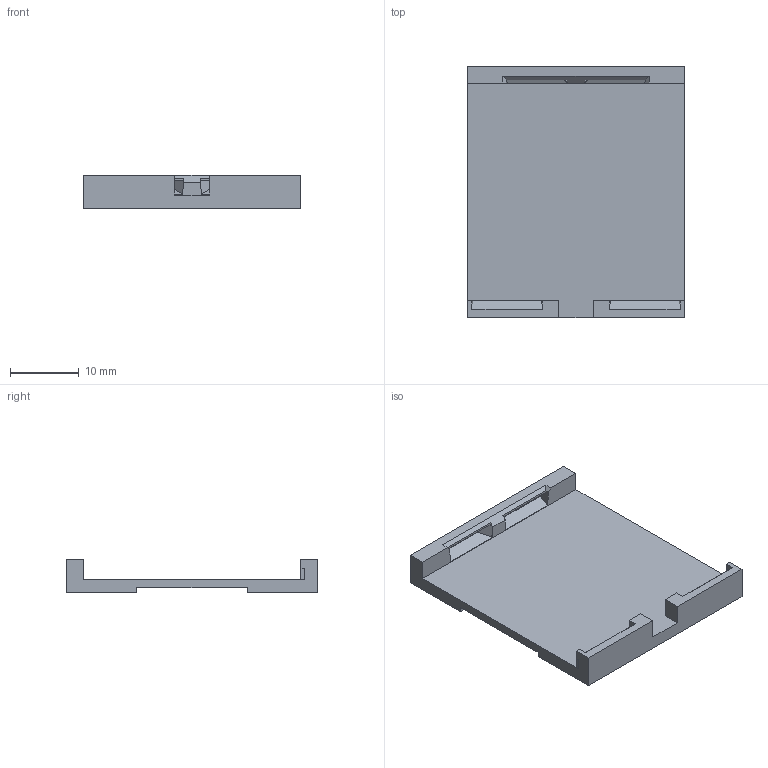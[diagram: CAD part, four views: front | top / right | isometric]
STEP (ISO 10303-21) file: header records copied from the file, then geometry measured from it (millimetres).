
FILE_DESCRIPTION(/* description */ (''),/* implementation_level */ '2;1');
FILE_NAME(/* name */ 'flat-surface-mount.step',/* time_stamp */ '2023-08-27T11:55:50-07:00',/* author */ (''),/* organization */ (''),/* preprocessor_version */ 'ST-DEVELOPER v20',/* originating_system */ 'Autodesk Translation Framework v12.9.0.99',/* authorisation */ '');
FILE_SCHEMA (('AUTOMOTIVE_DESIGN { 1 0 10303 214 3 1 1 }'));
Length unit declared in the file: millimetre
Products named in the file (2): flat-surface-mount; esl-bracket
Assembly tree (1 placements, depth 2):
  flat-surface-mount
    esl-bracket
Bounding box: 31.59 x 36.56 x 4.9 mm (x, y, z)
Volume: 2242.5 mm3; surface area: 3034.2 mm2
Topology: 1 solids, 1 shells, 65 faces, 179 edges, 116 vertices
Faces by surface type: plane 65
Entity records: 2066 total; most frequent: CARTESIAN_POINT 363, ORIENTED_EDGE 358, DIRECTION 315, LINE 179, VECTOR 179, EDGE_CURVE 179, VERTEX_POINT 116, AXIS2_PLACEMENT_3D 68
